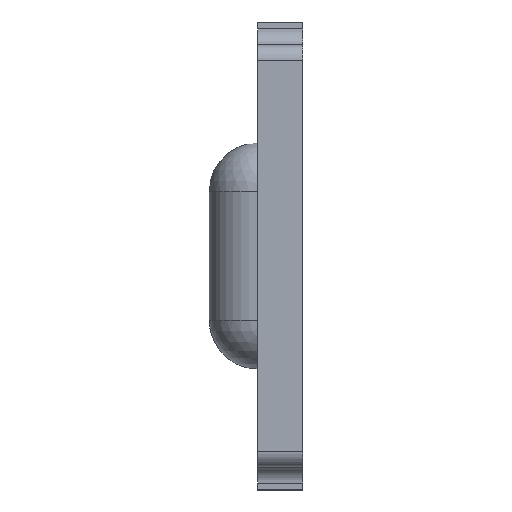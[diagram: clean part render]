
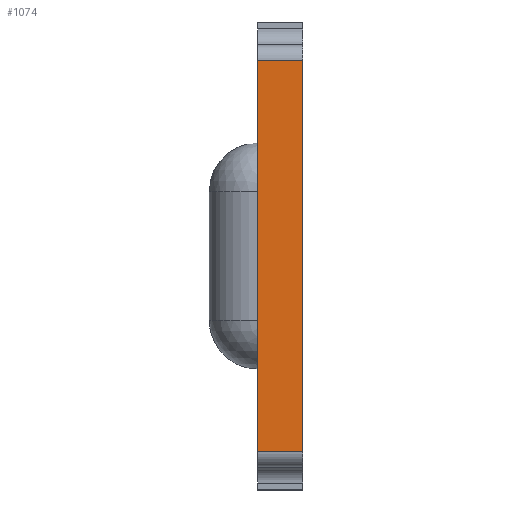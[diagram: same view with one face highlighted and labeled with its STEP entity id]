
A CAD part, left-side view. The second image highlights one B-rep face of the part: STEP entity #1074.
In plain terms, the highlighted planar face has unit normal (-1, 0, 0).
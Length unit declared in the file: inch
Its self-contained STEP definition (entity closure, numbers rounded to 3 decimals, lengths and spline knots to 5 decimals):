
#79 = ORIENTED_EDGE ( 'NONE', *, *, #1041, .T. ) ;
#133 = VECTOR ( 'NONE', #1302, 39.37008 ) ;
#145 = VERTEX_POINT ( 'NONE', #853 ) ;
#176 = LINE ( 'NONE', #1380, #133 ) ;
#345 = VERTEX_POINT ( 'NONE', #1295 ) ;
#443 = VERTEX_POINT ( 'NONE', #1469 ) ;
#472 = VECTOR ( 'NONE', #733, 39.37008 ) ;
#509 = DIRECTION ( 'NONE',  ( 0., 0., -1. ) ) ;
#513 = DIRECTION ( 'NONE',  ( 1., 0., 0. ) ) ;
#516 = PLANE ( 'NONE',  #753 ) ;
#523 = EDGE_CURVE ( 'NONE', #345, #736, #1068, .T. ) ;
#528 = CARTESIAN_POINT ( 'NONE',  ( -0.368, 0.02, -0.0935 ) ) ;
#573 = ORIENTED_EDGE ( 'NONE', *, *, #1432, .T. ) ;
#638 = DIRECTION ( 'NONE',  ( 0., 1., 0. ) ) ;
#640 = CARTESIAN_POINT ( 'NONE',  ( -0.368, 0.02, 0.0865 ) ) ;
#733 = DIRECTION ( 'NONE',  ( 0., 0., 1. ) ) ;
#736 = VERTEX_POINT ( 'NONE', #901 ) ;
#753 = AXIS2_PLACEMENT_3D ( 'NONE', #528, #513, #509 ) ;
#853 = CARTESIAN_POINT ( 'NONE',  ( -0.368, 0., 0.0865 ) ) ;
#901 = CARTESIAN_POINT ( 'NONE',  ( -0.368, 0., -0.0865 ) ) ;
#960 = LINE ( 'NONE', #640, #1626 ) ;
#1041 = EDGE_CURVE ( 'NONE', #145, #443, #960, .T. ) ;
#1068 = LINE ( 'NONE', #1519, #1670 ) ;
#1074 = ADVANCED_FACE ( 'NONE', ( #1213 ), #516, .F. ) ;
#1176 = ORIENTED_EDGE ( 'NONE', *, *, #523, .T. ) ;
#1177 = ORIENTED_EDGE ( 'NONE', *, *, #1632, .F. ) ;
#1213 = FACE_OUTER_BOUND ( 'NONE', #1283, .T. ) ;
#1283 = EDGE_LOOP ( 'NONE', ( #1177, #1176, #573, #79 ) ) ;
#1295 = CARTESIAN_POINT ( 'NONE',  ( -0.368, 0.02, -0.0865 ) ) ;
#1302 = DIRECTION ( 'NONE',  ( 0., 0., 1. ) ) ;
#1380 = CARTESIAN_POINT ( 'NONE',  ( -0.368, 0., -0.0935 ) ) ;
#1432 = EDGE_CURVE ( 'NONE', #736, #145, #176, .T. ) ;
#1469 = CARTESIAN_POINT ( 'NONE',  ( -0.368, 0.02, 0.0865 ) ) ;
#1518 = DIRECTION ( 'NONE',  ( 0., -1., 0. ) ) ;
#1519 = CARTESIAN_POINT ( 'NONE',  ( -0.368, 0.02, -0.0865 ) ) ;
#1532 = LINE ( 'NONE', #1655, #472 ) ;
#1626 = VECTOR ( 'NONE', #638, 39.37008 ) ;
#1632 = EDGE_CURVE ( 'NONE', #345, #443, #1532, .T. ) ;
#1655 = CARTESIAN_POINT ( 'NONE',  ( -0.368, 0.02, -0.0935 ) ) ;
#1670 = VECTOR ( 'NONE', #1518, 39.37008 ) ;
